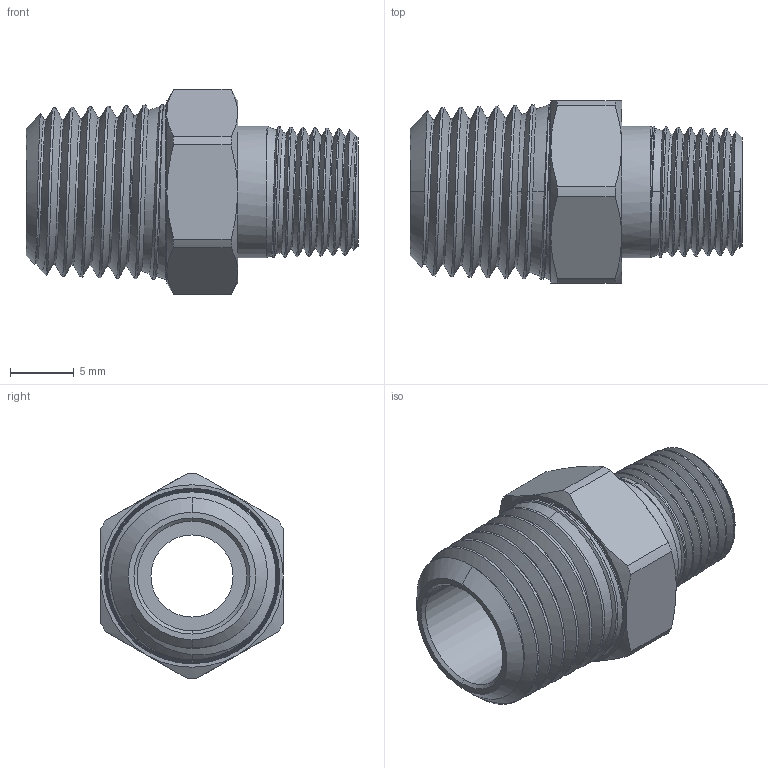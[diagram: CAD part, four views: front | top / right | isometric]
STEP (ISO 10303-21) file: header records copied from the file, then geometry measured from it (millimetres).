
FILE_DESCRIPTION(/* description */ (''),/* implementation_level */ '2;1');
FILE_NAME(/* name */ '123-N1-N2.stp',/* time_stamp */ '2024-01-23T10:15:08-05:00',/* author */ ('esanner'),/* organization */ (''),/* preprocessor_version */ 'ST-DEVELOPER v19',/* originating_system */ 'AutoCAD Mechanical',/* authorisation */ '');
FILE_SCHEMA (('AUTOMOTIVE_DESIGN { 1 0 10303 214 3 1 1 }'));
Length unit declared in the file: millimetre
Products named in the file (2): Product; 123-N1-N2
Assembly tree (1 placements, depth 2):
  Product
    123-N1-N2
Bounding box: 25.99 x 14.29 x 16.07 mm (x, y, z)
Volume: 1823.8 mm3; surface area: 2175.5 mm2
Topology: 1 solids, 1 shells, 88 faces, 231 edges, 148 vertices
Faces by surface type: cone 61, plane 11, cylinder 10, bspline 6
Full cylindrical faces by diameter (mm): 6.429 x1, 8.572 x1, 10.287 x1, 13.716 x1
Entity records: 10114 total; most frequent: CARTESIAN_POINT 8135, ORIENTED_EDGE 462, DIRECTION 333, EDGE_CURVE 231, VERTEX_POINT 148, AXIS2_PLACEMENT_3D 136, B_SPLINE_CURVE_WITH_KNOTS 95, EDGE_LOOP 93
